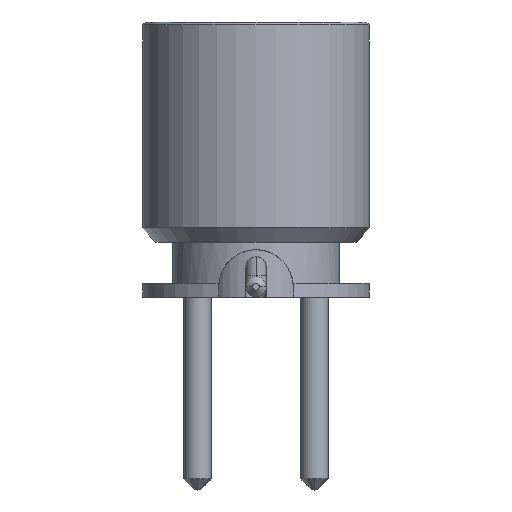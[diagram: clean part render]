
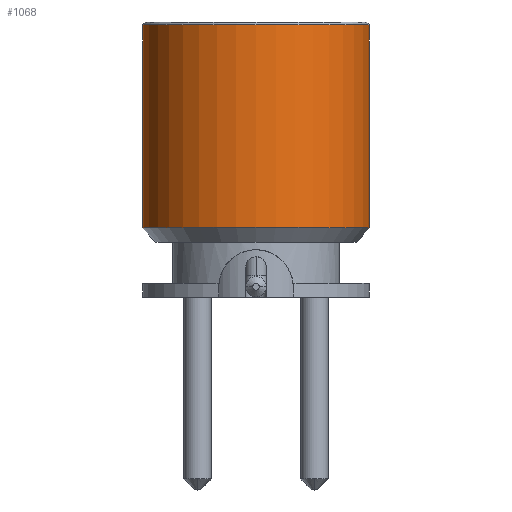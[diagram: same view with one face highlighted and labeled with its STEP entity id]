
A CAD part, top view. The second image highlights one B-rep face of the part: STEP entity #1068.
In plain terms, the highlighted cylindrical face has radius 2.095 mm (diameter 4.191 mm), a partial arc.
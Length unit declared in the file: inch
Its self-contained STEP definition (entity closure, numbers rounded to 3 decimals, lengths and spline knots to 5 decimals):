
#47 = LINE ( 'NONE', #1932, #643 ) ;
#63 = CARTESIAN_POINT ( 'NONE',  ( 0., -0.2, 0. ) ) ;
#119 = CIRCLE ( 'NONE', #1271, 0.0825 ) ;
#138 = EDGE_LOOP ( 'NONE', ( #1135, #1629, #168, #1257 ) ) ;
#150 = CARTESIAN_POINT ( 'NONE',  ( 0., -0.002, 0. ) ) ;
#168 = ORIENTED_EDGE ( 'NONE', *, *, #629, .F. ) ;
#186 = CARTESIAN_POINT ( 'NONE',  ( -0.0825, -0.14938, 0. ) ) ;
#190 = DIRECTION ( 'NONE',  ( 0., -1., 0. ) ) ;
#362 = CARTESIAN_POINT ( 'NONE',  ( -0.0825, -0.002, 0. ) ) ;
#472 = DIRECTION ( 'NONE',  ( 0., -1., 0. ) ) ;
#491 = LINE ( 'NONE', #1749, #860 ) ;
#494 = VERTEX_POINT ( 'NONE', #2153 ) ;
#566 = CARTESIAN_POINT ( 'NONE',  ( 0.0825, -0.002, 0. ) ) ;
#627 = DIRECTION ( 'NONE',  ( 0., -1., 0. ) ) ;
#629 = EDGE_CURVE ( 'NONE', #494, #1352, #119, .T. ) ;
#643 = VECTOR ( 'NONE', #190, 39.37008 ) ;
#729 = AXIS2_PLACEMENT_3D ( 'NONE', #63, #472, #1358 ) ;
#803 = VERTEX_POINT ( 'NONE', #566 ) ;
#860 = VECTOR ( 'NONE', #627, 39.37008 ) ;
#1010 = CIRCLE ( 'NONE', #2317, 0.0825 ) ;
#1017 = CYLINDRICAL_SURFACE ( 'NONE', #729, 0.0825 ) ;
#1068 = ADVANCED_FACE ( 'NONE', ( #2165 ), #1017, .T. ) ;
#1135 = ORIENTED_EDGE ( 'NONE', *, *, #1626, .T. ) ;
#1257 = ORIENTED_EDGE ( 'NONE', *, *, #1444, .F. ) ;
#1271 = AXIS2_PLACEMENT_3D ( 'NONE', #1662, #1837, #2407 ) ;
#1352 = VERTEX_POINT ( 'NONE', #186 ) ;
#1358 = DIRECTION ( 'NONE',  ( 1., 0., 0. ) ) ;
#1444 = EDGE_CURVE ( 'NONE', #803, #494, #491, .T. ) ;
#1496 = DIRECTION ( 'NONE',  ( 0., -1., 0. ) ) ;
#1626 = EDGE_CURVE ( 'NONE', #803, #1659, #1010, .T. ) ;
#1629 = ORIENTED_EDGE ( 'NONE', *, *, #1772, .T. ) ;
#1659 = VERTEX_POINT ( 'NONE', #362 ) ;
#1662 = CARTESIAN_POINT ( 'NONE',  ( 0., -0.14938, 0. ) ) ;
#1666 = DIRECTION ( 'NONE',  ( -1., 0., 0. ) ) ;
#1749 = CARTESIAN_POINT ( 'NONE',  ( 0.0825, -0.2, 0. ) ) ;
#1772 = EDGE_CURVE ( 'NONE', #1659, #1352, #47, .T. ) ;
#1837 = DIRECTION ( 'NONE',  ( 0., -1., 0. ) ) ;
#1932 = CARTESIAN_POINT ( 'NONE',  ( -0.0825, -0.2, 0. ) ) ;
#2153 = CARTESIAN_POINT ( 'NONE',  ( 0.0825, -0.14938, 0. ) ) ;
#2165 = FACE_OUTER_BOUND ( 'NONE', #138, .T. ) ;
#2317 = AXIS2_PLACEMENT_3D ( 'NONE', #150, #1496, #1666 ) ;
#2407 = DIRECTION ( 'NONE',  ( 1., 0., 0. ) ) ;
